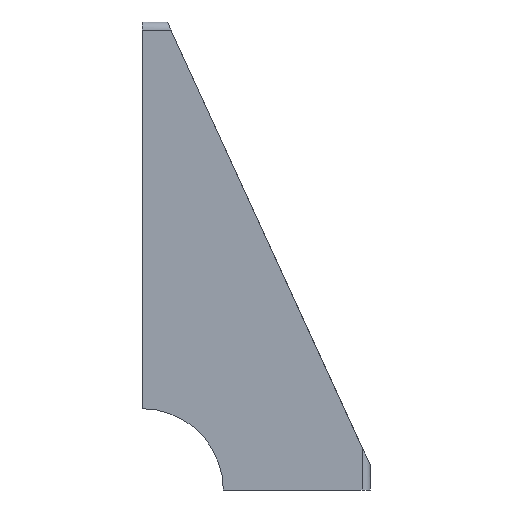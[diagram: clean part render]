
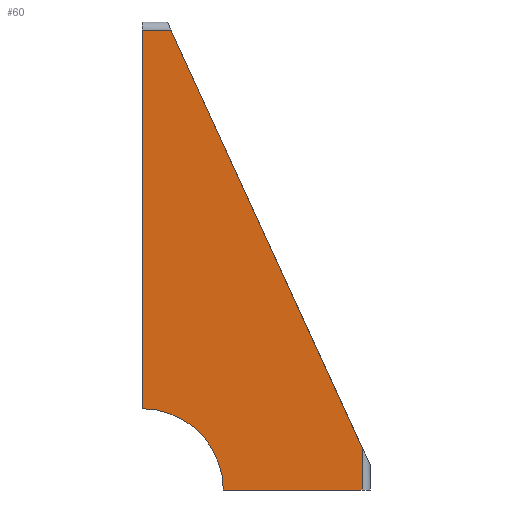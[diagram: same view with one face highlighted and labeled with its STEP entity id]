
A CAD part, left-side view. The second image highlights one B-rep face of the part: STEP entity #60.
In plain terms, the highlighted planar face has unit normal (-1, 0, 0).
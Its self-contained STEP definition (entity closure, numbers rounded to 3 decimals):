
#60=ADVANCED_FACE('1268',(#148),#149,.F.);
#148=FACE_OUTER_BOUND('',#269,.T.);
#149=PLANE('',#270);
#269=EDGE_LOOP('',(#384,#385,#386,#387,#388,#389));
#270=AXIS2_PLACEMENT_3D('',#390,#391,#392);
#384=ORIENTED_EDGE('',*,*,#715,.F.);
#385=ORIENTED_EDGE('',*,*,#716,.F.);
#386=ORIENTED_EDGE('',*,*,#717,.F.);
#387=ORIENTED_EDGE('',*,*,#718,.T.);
#388=ORIENTED_EDGE('',*,*,#719,.F.);
#389=ORIENTED_EDGE('',*,*,#720,.T.);
#390=CARTESIAN_POINT('',(-21.5,0.0,0.0));
#391=DIRECTION('',(1.0,0.0,-0.0));
#392=DIRECTION('',(0.0,0.0,1.0));
#715=EDGE_CURVE('1684',#846,#847,#848,.T.);
#716=EDGE_CURVE('1272',#849,#846,#850,.T.);
#717=EDGE_CURVE('1683',#851,#849,#852,.T.);
#718=EDGE_CURVE('1680',#851,#853,#854,.T.);
#719=EDGE_CURVE('1844',#855,#853,#856,.T.);
#720=EDGE_CURVE('1675',#855,#847,#857,.T.);
#846=VERTEX_POINT('',#1039);
#847=VERTEX_POINT('',#1040);
#848=LINE('',#1041,#1042);
#849=VERTEX_POINT('',#1043);
#850=CIRCLE('',#1044,30.5);
#851=VERTEX_POINT('',#1045);
#852=LINE('',#1046,#1047);
#853=VERTEX_POINT('',#1048);
#854=LINE('',#1049,#1050);
#855=VERTEX_POINT('',#1051);
#856=LINE('',#1052,#1053);
#857=LINE('',#1054,#1055);
#1039=CARTESIAN_POINT('',(-21.5,0.0,30.5));
#1040=CARTESIAN_POINT('',(-21.5,0.0,172.5));
#1041=CARTESIAN_POINT('',(-21.5,0.0,30.5));
#1042=VECTOR('',#1335,142.0);
#1043=CARTESIAN_POINT('',(-21.5,-30.5,0.0));
#1044=AXIS2_PLACEMENT_3D('',#1336,#1337,#1338);
#1045=CARTESIAN_POINT('',(-21.5,-82.5,0.0));
#1046=CARTESIAN_POINT('',(-21.5,-82.5,0.0));
#1047=VECTOR('',#1339,52.0);
#1048=CARTESIAN_POINT('',(-21.5,-82.5,16.053));
#1049=CARTESIAN_POINT('',(-21.5,-82.5,0.0));
#1050=VECTOR('',#1340,16.053);
#1051=CARTESIAN_POINT('',(-21.5,-10.873,172.5));
#1052=CARTESIAN_POINT('',(-21.5,-10.873,172.5));
#1053=VECTOR('',#1341,172.064);
#1054=CARTESIAN_POINT('',(-21.5,-10.873,172.5));
#1055=VECTOR('',#1342,10.873);
#1335=DIRECTION('',(0.0,0.0,1.0));
#1336=CARTESIAN_POINT('',(-21.5,0.0,0.0));
#1337=DIRECTION('',(-1.0,0.0,0.0));
#1338=DIRECTION('',(0.0,-1.0,0.0));
#1339=DIRECTION('',(0.0,1.0,0.0));
#1340=DIRECTION('',(0.0,0.0,1.0));
#1341=DIRECTION('',(0.0,-0.416,-0.909));
#1342=DIRECTION('',(0.0,1.0,0.0));
